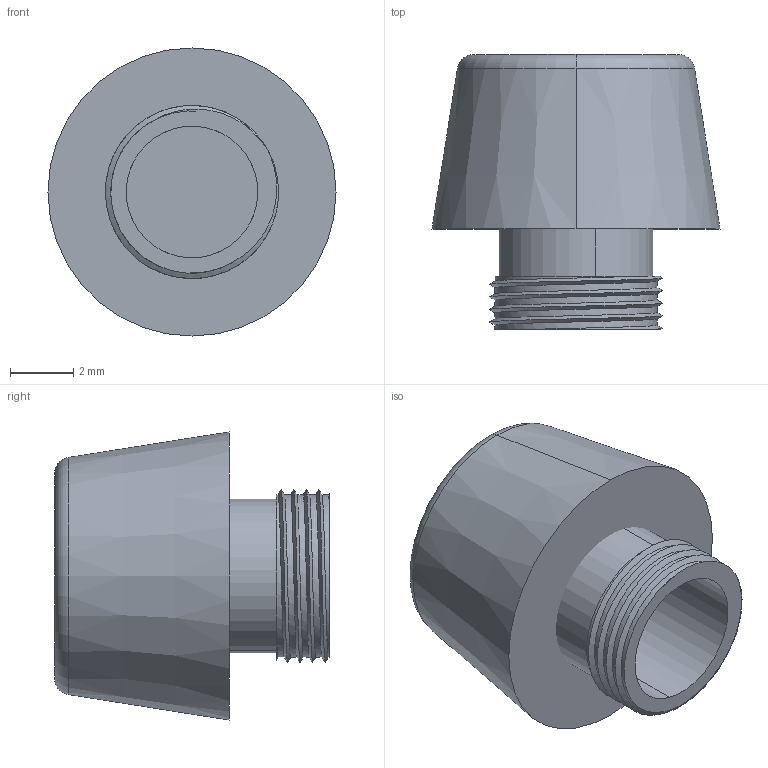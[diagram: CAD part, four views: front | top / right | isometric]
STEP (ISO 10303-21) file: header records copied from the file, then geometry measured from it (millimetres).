
FILE_DESCRIPTION (( 'STEP AP214' ), '1' );
FILE_NAME ('160A_Series.STEP', '2018-10-10T21:40:26', ( 'user' ), ( 'Microsoft' ), 'SwSTEP 2.0', 'SolidWorks 2018', '' );
FILE_SCHEMA (( 'AUTOMOTIVE_DESIGN' ));
Length unit declared in the file: inch
Products named in the file (3): 2290002x_22900020; 160A Lens; 160A_Series
Assembly tree (2 placements, depth 2):
  160A_Series
    160A Lens
    2290002x_22900020
Bounding box: 9.1 x 8.68 x 9.1 mm (x, y, z)
Volume: 255.7 mm3; surface area: 472.2 mm2
Topology: 2 solids, 2 shells, 19 faces, 37 edges, 24 vertices
Faces by surface type: cylinder 6, plane 6, bspline 3, cone 2, torus 2
Entity records: 1482 total; most frequent: CARTESIAN_POINT 860, DIRECTION 90, ORIENTED_EDGE 74, AXIS2_PLACEMENT_3D 41, EDGE_CURVE 37, VERTEX_POINT 24, EDGE_LOOP 23, CIRCLE 20
